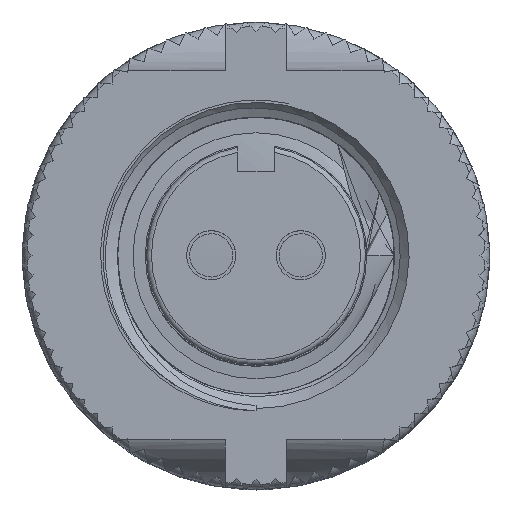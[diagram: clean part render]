
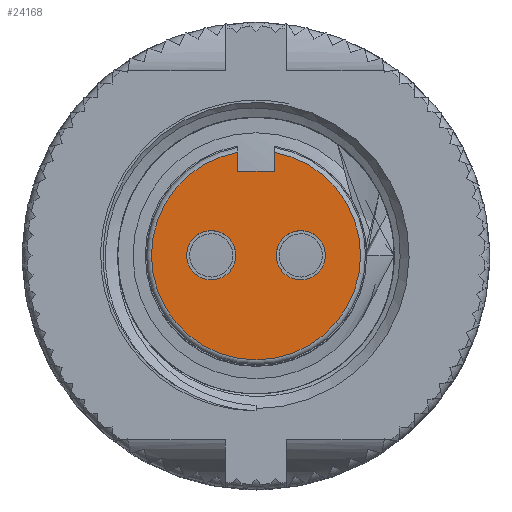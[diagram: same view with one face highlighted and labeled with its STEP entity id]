
A CAD part, top view. The second image highlights one B-rep face of the part: STEP entity #24168.
In plain terms, the highlighted planar face has unit normal (0, 0, 1).
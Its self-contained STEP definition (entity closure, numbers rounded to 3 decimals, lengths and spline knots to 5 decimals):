
#533=LINE('',#34692,#1247);
#1238=LINE('',#61989,#1952);
#1242=LINE('',#61995,#1956);
#1247=VECTOR('',#27283,0.3937);
#1952=VECTOR('',#34080,0.3937);
#1956=VECTOR('',#34086,0.3937);
#2557=FACE_BOUND('',#6348,.T.);
#2558=FACE_BOUND('',#6349,.T.);
#4980=FACE_OUTER_BOUND('',#6347,.T.);
#6347=EDGE_LOOP('',(#22503,#22504,#22505,#22506));
#6348=EDGE_LOOP('',(#22507));
#6349=EDGE_LOOP('',(#22508));
#9079=CIRCLE('',#27228,0.05);
#9083=CIRCLE('',#27236,0.05);
#9084=CIRCLE('',#27239,0.2125);
#9108=VERTEX_POINT('',#34689);
#9109=VERTEX_POINT('',#34691);
#11438=VERTEX_POINT('',#61969);
#11442=VERTEX_POINT('',#61981);
#11443=VERTEX_POINT('',#61984);
#11444=VERTEX_POINT('',#61988);
#11471=EDGE_CURVE('',#9109,#9108,#533,.T.);
#15120=EDGE_CURVE('',#11438,#11438,#9079,.T.);
#15124=EDGE_CURVE('',#11442,#11442,#9083,.T.);
#15126=EDGE_CURVE('',#9109,#11443,#9084,.T.);
#15127=EDGE_CURVE('',#11444,#11443,#1238,.T.);
#15131=EDGE_CURVE('',#9108,#11444,#1242,.T.);
#22503=ORIENTED_EDGE('',*,*,#15126,.F.);
#22504=ORIENTED_EDGE('',*,*,#11471,.T.);
#22505=ORIENTED_EDGE('',*,*,#15131,.T.);
#22506=ORIENTED_EDGE('',*,*,#15127,.T.);
#22507=ORIENTED_EDGE('',*,*,#15124,.T.);
#22508=ORIENTED_EDGE('',*,*,#15120,.T.);
#22973=PLANE('',#27242);
#24168=ADVANCED_FACE('',(#4980,#2557,#2558),#22973,.F.);
#27228=AXIS2_PLACEMENT_3D('',#61970,#34054,#34055);
#27236=AXIS2_PLACEMENT_3D('',#61982,#34070,#34071);
#27239=AXIS2_PLACEMENT_3D('',#61986,#34076,#34077);
#27242=AXIS2_PLACEMENT_3D('',#61996,#34087,#34088);
#27283=DIRECTION('',(0.,-1.,0.));
#34054=DIRECTION('center_axis',(0.,0.,-1.));
#34055=DIRECTION('ref_axis',(1.,0.,0.));
#34070=DIRECTION('center_axis',(0.,0.,-1.));
#34071=DIRECTION('ref_axis',(1.,0.,0.));
#34076=DIRECTION('center_axis',(0.,0.,-1.));
#34077=DIRECTION('ref_axis',(0.,-1.,0.));
#34080=DIRECTION('',(0.,1.,0.));
#34086=DIRECTION('',(-1.,0.,0.));
#34087=DIRECTION('center_axis',(0.,0.,-1.));
#34088=DIRECTION('ref_axis',(-1.,0.,0.));
#34689=CARTESIAN_POINT('',(0.0375,0.1705,0.));
#34691=CARTESIAN_POINT('',(0.0375,0.20917,0.));
#34692=CARTESIAN_POINT('',(0.0375,0.08525,0.));
#61969=CARTESIAN_POINT('',(0.141,0.,0.));
#61970=CARTESIAN_POINT('Origin',(0.091,0.,
0.));
#61981=CARTESIAN_POINT('',(-0.041,0.,0.));
#61982=CARTESIAN_POINT('Origin',(-0.091,0.,
0.));
#61984=CARTESIAN_POINT('',(-0.0375,0.20917,0.));
#61986=CARTESIAN_POINT('Origin',(0.,0.,
0.));
#61988=CARTESIAN_POINT('',(-0.0375,0.1705,0.));
#61989=CARTESIAN_POINT('',(-0.0375,0.10966,0.));
#61995=CARTESIAN_POINT('',(-0.01875,0.1705,0.));
#61996=CARTESIAN_POINT('Origin',(0.,0.,
0.));
